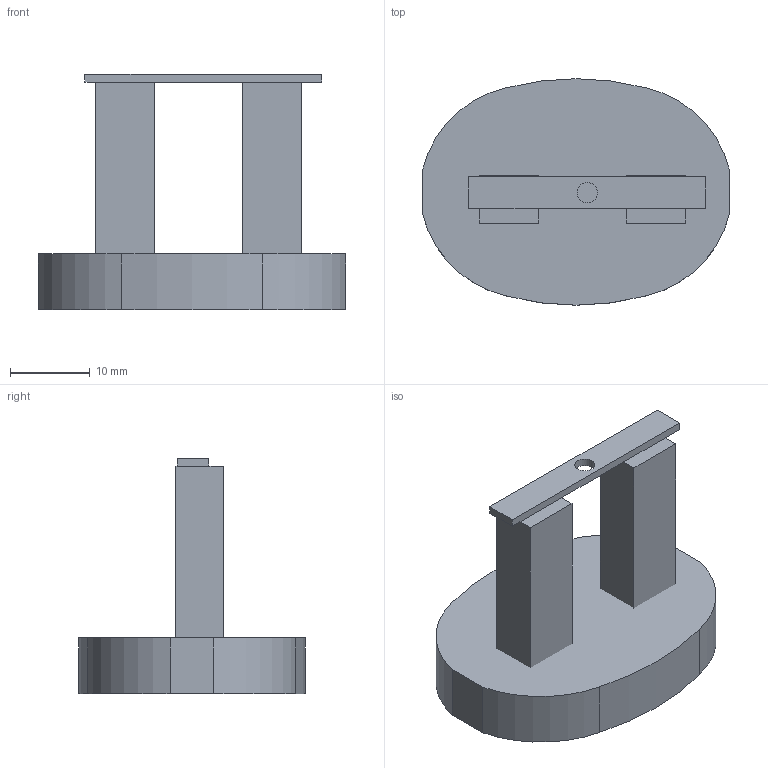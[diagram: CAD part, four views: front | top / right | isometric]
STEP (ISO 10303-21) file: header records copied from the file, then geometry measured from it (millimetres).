
FILE_DESCRIPTION(/* description */ (''),/* implementation_level */ '2;1');
FILE_NAME(/* name */ 'paddleattachement v2.step',/* time_stamp */ '2025-07-31T17:20:36-07:00',/* author */ (''),/* organization */ (''),/* preprocessor_version */ 'ST-DEVELOPER v20.1',/* originating_system */ 'Autodesk Translation Framework v14.10.0.0',/* authorisation */ '');
FILE_SCHEMA (('AUTOMOTIVE_DESIGN { 1 0 10303 214 3 1 1 }'));
Length unit declared in the file: millimetre
Products named in the file (3): FusionComponent; Component2; Component3
Assembly tree (2 placements, depth 2):
  FusionComponent
    Component2
    Component3
Bounding box: 38.48 x 28.37 x 29.5 mm (x, y, z)
Volume: 5864.7 mm3; surface area: 6554.3 mm2
Topology: 2 solids, 3 shells, 61 faces, 151 edges, 98 vertices
Faces by surface type: plane 36, cylinder 25
Full cylindrical faces by diameter (mm): 2.529 x1
Entity records: 1898 total; most frequent: DIRECTION 333, CARTESIAN_POINT 315, ORIENTED_EDGE 302, EDGE_CURVE 151, AXIS2_PLACEMENT_3D 116, LINE 101, VECTOR 101, VERTEX_POINT 98
